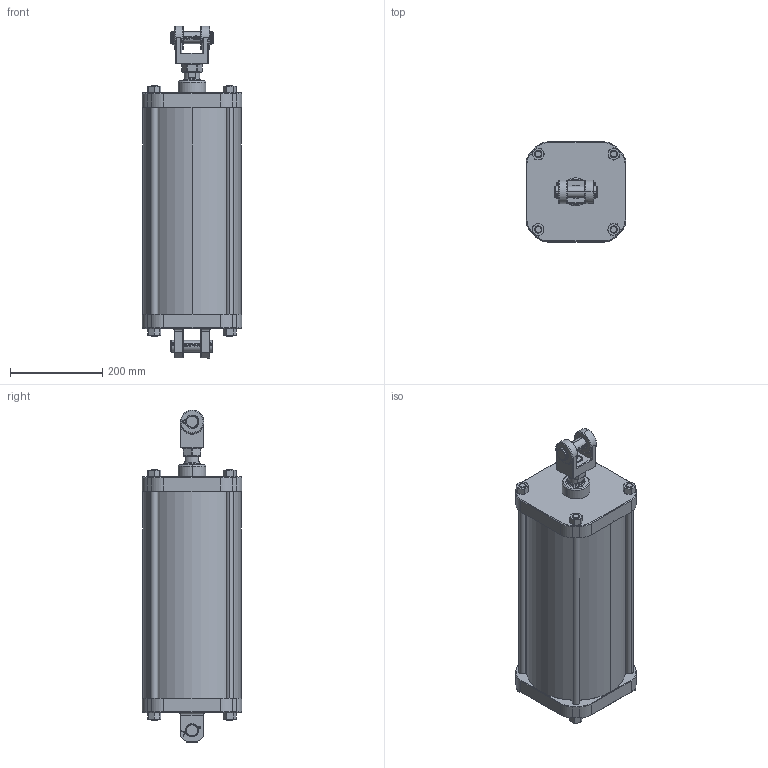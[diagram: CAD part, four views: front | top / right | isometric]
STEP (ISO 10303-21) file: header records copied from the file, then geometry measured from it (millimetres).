
FILE_DESCRIPTION (( 'STEP AP203' ), '1' );
FILE_NAME ('EC80N1600F71SS-23.375.STEP', '2021-11-03T11:50:16', ( '' ), ( '' ), 'SwSTEP 2.0', 'SolidWorks 2021', '' );
FILE_SCHEMA (( 'CONFIG_CONTROL_DESIGN' ));
Length unit declared in the file: inch
Products named in the file (18): 8T33SCOMP; BDC-10M; 183COTTERPIN; FRONTCAP; BDP-10H; 8.0T33S LOGOTM; EC80N1600F71SS-23.375; 58HEXNUT; 8C; 18cotter pin X 1.25; 8 INCH PISTON AIR; 1.375 WIPER; 1.375 ECONO BEARING; 1.38Rod4StopTube 33ES; 1.38Rod4StopTube; .625TR33S
Assembly tree (30 placements, depth 3):
  EC80N1600F71SS-23.375
    FRONTCAP
    1.375 ECONO BEARING
    1.375 WIPER
    1.38Rod4StopTube 33ES
      1.38Rod4StopTube
    8C
    8 INCH PISTON AIR
    .625TR33S  x4
    BDC-10M
      BDC-10M
      BDP-10H
      183COTTERPIN  x2
    58HEXNUT  x8
    BDP-10H
      BDP-10H
      18cotter pin X 1.25  x2
    8T33SCOMP
      8.0T33S LOGOTM
Bounding box: 215.9 x 215.9 x 719.15 mm (x, y, z)
Volume: 6745134.2 mm3; surface area: 1249662.3 mm2
Topology: 27 solids, 27 shells, 1458 faces, 3347 edges, 1979 vertices
Faces by surface type: cone 562, plane 355, cylinder 294, bspline 122, torus 118, sphere 7
Entity records: 33163 total; most frequent: CARTESIAN_POINT 12406, DIRECTION 3854, ORIENTED_EDGE 3828, EDGE_CURVE 1914, AXIS2_PLACEMENT_3D 1488, VERTEX_POINT 1156, EDGE_LOOP 930, LINE 878
